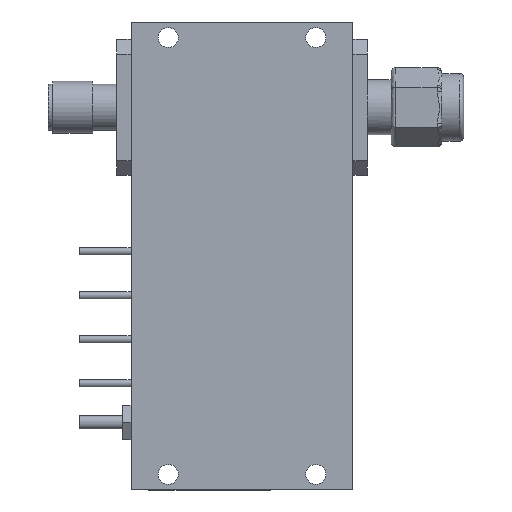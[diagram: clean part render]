
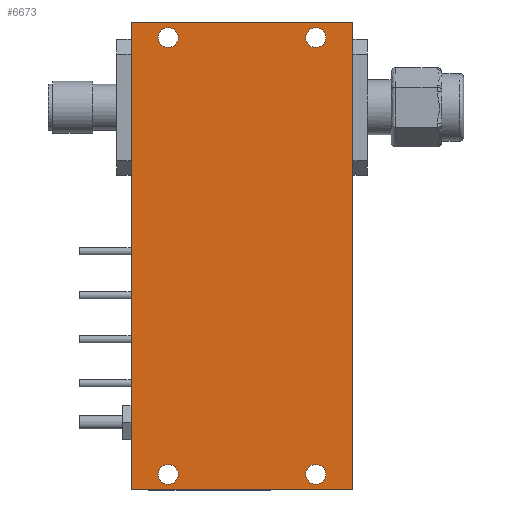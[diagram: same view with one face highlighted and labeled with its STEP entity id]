
A CAD part, front view. The second image highlights one B-rep face of the part: STEP entity #6673.
In plain terms, the highlighted planar face has unit normal (0, -1, 0).
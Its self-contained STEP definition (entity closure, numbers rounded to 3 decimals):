
#309 = EDGE_CURVE ( 'NONE', #5321, #3388, #4588, .T. ) ;
#479 = DIRECTION ( 'NONE',  ( 0., 0., -1. ) ) ;
#574 = AXIS2_PLACEMENT_3D ( 'NONE', #7601, #7567, #7559 ) ;
#641 = EDGE_LOOP ( 'NONE', ( #1062, #1047 ) ) ;
#699 = CARTESIAN_POINT ( 'NONE',  ( 8.5, 0., 24.05 ) ) ;
#869 = CARTESIAN_POINT ( 'NONE',  ( -12.8, 0., -27. ) ) ;
#908 = DIRECTION ( 'NONE',  ( -1., 0., 0. ) ) ;
#924 = VERTEX_POINT ( 'NONE', #7775 ) ;
#970 = ORIENTED_EDGE ( 'NONE', *, *, #2272, .F. ) ;
#982 = ORIENTED_EDGE ( 'NONE', *, *, #3058, .F. ) ;
#992 = ORIENTED_EDGE ( 'NONE', *, *, #5812, .F. ) ;
#1039 = ORIENTED_EDGE ( 'NONE', *, *, #1459, .F. ) ;
#1044 = CARTESIAN_POINT ( 'NONE',  ( 8.5, 0., -24.05 ) ) ;
#1047 = ORIENTED_EDGE ( 'NONE', *, *, #309, .F. ) ;
#1062 = ORIENTED_EDGE ( 'NONE', *, *, #7378, .F. ) ;
#1092 = ORIENTED_EDGE ( 'NONE', *, *, #2443, .F. ) ;
#1106 = ORIENTED_EDGE ( 'NONE', *, *, #7026, .F. ) ;
#1142 = ORIENTED_EDGE ( 'NONE', *, *, #4300, .F. ) ;
#1176 = ORIENTED_EDGE ( 'NONE', *, *, #6946, .F. ) ;
#1180 = ORIENTED_EDGE ( 'NONE', *, *, #8011, .F. ) ;
#1205 = ORIENTED_EDGE ( 'NONE', *, *, #6928, .F. ) ;
#1276 = CARTESIAN_POINT ( 'NONE',  ( 8.5, 0., 26.35 ) ) ;
#1284 = AXIS2_PLACEMENT_3D ( 'NONE', #2743, #7972, #3453 ) ;
#1410 = VECTOR ( 'NONE', #2735, 1000. ) ;
#1448 = CIRCLE ( 'NONE', #6669, 1.15 ) ;
#1459 = EDGE_CURVE ( 'NONE', #924, #3081, #9139, .T. ) ;
#1669 = CARTESIAN_POINT ( 'NONE',  ( -8.5, 0., -26.35 ) ) ;
#1698 = AXIS2_PLACEMENT_3D ( 'NONE', #2484, #7728, #3207 ) ;
#1970 = CARTESIAN_POINT ( 'NONE',  ( 8.5, 0., -25.2 ) ) ;
#2121 = LINE ( 'NONE', #2793, #1410 ) ;
#2239 = DIRECTION ( 'NONE',  ( 0., 0., -1. ) ) ;
#2272 = EDGE_CURVE ( 'NONE', #3081, #4974, #5805, .T. ) ;
#2352 = VECTOR ( 'NONE', #3584, 1000. ) ;
#2377 = LINE ( 'NONE', #3755, #2352 ) ;
#2443 = EDGE_CURVE ( 'NONE', #3117, #8962, #5159, .T. ) ;
#2484 = CARTESIAN_POINT ( 'NONE',  ( -8.5, 0., 25.2 ) ) ;
#2538 = VERTEX_POINT ( 'NONE', #5775 ) ;
#2680 = DIRECTION ( 'NONE',  ( 0., 0., -1. ) ) ;
#2735 = DIRECTION ( 'NONE',  ( 1., 0., 0. ) ) ;
#2743 = CARTESIAN_POINT ( 'NONE',  ( 8.5, 0., 25.2 ) ) ;
#2793 = CARTESIAN_POINT ( 'NONE',  ( -12.8, 0., 27. ) ) ;
#3010 = CIRCLE ( 'NONE', #6051, 1.15 ) ;
#3033 = FACE_BOUND ( 'NONE', #4298, .T. ) ;
#3058 = EDGE_CURVE ( 'NONE', #4974, #6174, #2377, .T. ) ;
#3081 = VERTEX_POINT ( 'NONE', #3416 ) ;
#3117 = VERTEX_POINT ( 'NONE', #1276 ) ;
#3154 = AXIS2_PLACEMENT_3D ( 'NONE', #9298, #4932, #479 ) ;
#3207 = DIRECTION ( 'NONE',  ( 0., 0., -1. ) ) ;
#3376 = CIRCLE ( 'NONE', #8097, 1.15 ) ;
#3388 = VERTEX_POINT ( 'NONE', #1669 ) ;
#3416 = CARTESIAN_POINT ( 'NONE',  ( 12.8, 0., -27. ) ) ;
#3453 = DIRECTION ( 'NONE',  ( 0., 0., -1. ) ) ;
#3563 = CARTESIAN_POINT ( 'NONE',  ( -12.8, 0., 27. ) ) ;
#3584 = DIRECTION ( 'NONE',  ( 0., 0., 1. ) ) ;
#3723 = CIRCLE ( 'NONE', #1284, 1.15 ) ;
#3755 = CARTESIAN_POINT ( 'NONE',  ( -12.8, 0., 27. ) ) ;
#3837 = VERTEX_POINT ( 'NONE', #7114 ) ;
#4114 = DIRECTION ( 'NONE',  ( 0., 0., -1. ) ) ;
#4125 = DIRECTION ( 'NONE',  ( 0., -1., 0. ) ) ;
#4136 = CARTESIAN_POINT ( 'NONE',  ( -8.5, 0., -25.2 ) ) ;
#4166 = CARTESIAN_POINT ( 'NONE',  ( 8.5, 0., -25.2 ) ) ;
#4298 = EDGE_LOOP ( 'NONE', ( #1106, #1092 ) ) ;
#4300 = EDGE_CURVE ( 'NONE', #7158, #2538, #3010, .T. ) ;
#4411 = EDGE_LOOP ( 'NONE', ( #1205, #1180 ) ) ;
#4420 = EDGE_LOOP ( 'NONE', ( #1176, #1142 ) ) ;
#4447 = EDGE_LOOP ( 'NONE', ( #1039, #992, #982, #970 ) ) ;
#4588 = CIRCLE ( 'NONE', #8911, 1.15 ) ;
#4789 = CARTESIAN_POINT ( 'NONE',  ( -8.5, 0., -24.05 ) ) ;
#4823 = FACE_OUTER_BOUND ( 'NONE', #4447, .T. ) ;
#4832 = FACE_BOUND ( 'NONE', #641, .T. ) ;
#4907 = DIRECTION ( 'NONE',  ( 0., 0., -1. ) ) ;
#4932 = DIRECTION ( 'NONE',  ( 0., -1., 0. ) ) ;
#4974 = VERTEX_POINT ( 'NONE', #5111 ) ;
#5045 = FACE_BOUND ( 'NONE', #4411, .T. ) ;
#5111 = CARTESIAN_POINT ( 'NONE',  ( -12.8, 0., -27. ) ) ;
#5119 = CARTESIAN_POINT ( 'NONE',  ( 12.8, 0., 27. ) ) ;
#5147 = DIRECTION ( 'NONE',  ( 0., 0., -1. ) ) ;
#5159 = CIRCLE ( 'NONE', #574, 1.15 ) ;
#5219 = CIRCLE ( 'NONE', #3154, 1.15 ) ;
#5236 = PLANE ( 'NONE',  #7521 ) ;
#5241 = CARTESIAN_POINT ( 'NONE',  ( -8.5, 0., -25.2 ) ) ;
#5251 = DIRECTION ( 'NONE',  ( 0., -1., 0. ) ) ;
#5260 = DIRECTION ( 'NONE',  ( 0., 0., -1. ) ) ;
#5268 = CIRCLE ( 'NONE', #1698, 1.15 ) ;
#5321 = VERTEX_POINT ( 'NONE', #4789 ) ;
#5775 = CARTESIAN_POINT ( 'NONE',  ( 8.5, 0., -26.35 ) ) ;
#5805 = LINE ( 'NONE', #869, #5933 ) ;
#5812 = EDGE_CURVE ( 'NONE', #6174, #924, #2121, .T. ) ;
#5933 = VECTOR ( 'NONE', #908, 1000. ) ;
#5986 = FACE_BOUND ( 'NONE', #4420, .T. ) ;
#5988 = CARTESIAN_POINT ( 'NONE',  ( 0., 0., 0. ) ) ;
#6051 = AXIS2_PLACEMENT_3D ( 'NONE', #4166, #4125, #4114 ) ;
#6174 = VERTEX_POINT ( 'NONE', #3563 ) ;
#6351 = CARTESIAN_POINT ( 'NONE',  ( -8.5, 0., 26.35 ) ) ;
#6669 = AXIS2_PLACEMENT_3D ( 'NONE', #1970, #7209, #2680 ) ;
#6673 = ADVANCED_FACE ( 'NONE', ( #5045, #5986, #3033, #4832, #4823 ), #5236, .T. ) ;
#6749 = DIRECTION ( 'NONE',  ( 0., -1., 0. ) ) ;
#6928 = EDGE_CURVE ( 'NONE', #3837, #9378, #5268, .T. ) ;
#6946 = EDGE_CURVE ( 'NONE', #2538, #7158, #1448, .T. ) ;
#7026 = EDGE_CURVE ( 'NONE', #8962, #3117, #3723, .T. ) ;
#7114 = CARTESIAN_POINT ( 'NONE',  ( -8.5, 0., 24.05 ) ) ;
#7158 = VERTEX_POINT ( 'NONE', #1044 ) ;
#7209 = DIRECTION ( 'NONE',  ( 0., -1., 0. ) ) ;
#7378 = EDGE_CURVE ( 'NONE', #3388, #5321, #3376, .T. ) ;
#7521 = AXIS2_PLACEMENT_3D ( 'NONE', #5988, #6749, #2239 ) ;
#7559 = DIRECTION ( 'NONE',  ( 0., 0., -1. ) ) ;
#7567 = DIRECTION ( 'NONE',  ( 0., -1., 0. ) ) ;
#7601 = CARTESIAN_POINT ( 'NONE',  ( 8.5, 0., 25.2 ) ) ;
#7728 = DIRECTION ( 'NONE',  ( 0., -1., 0. ) ) ;
#7775 = CARTESIAN_POINT ( 'NONE',  ( 12.8, 0., 27. ) ) ;
#7972 = DIRECTION ( 'NONE',  ( 0., -1., 0. ) ) ;
#8011 = EDGE_CURVE ( 'NONE', #9378, #3837, #5219, .T. ) ;
#8097 = AXIS2_PLACEMENT_3D ( 'NONE', #4136, #9284, #4907 ) ;
#8911 = AXIS2_PLACEMENT_3D ( 'NONE', #5241, #5251, #5260 ) ;
#8962 = VERTEX_POINT ( 'NONE', #699 ) ;
#9139 = LINE ( 'NONE', #5119, #9145 ) ;
#9145 = VECTOR ( 'NONE', #5147, 1000. ) ;
#9284 = DIRECTION ( 'NONE',  ( 0., -1., 0. ) ) ;
#9298 = CARTESIAN_POINT ( 'NONE',  ( -8.5, 0., 25.2 ) ) ;
#9378 = VERTEX_POINT ( 'NONE', #6351 ) ;
